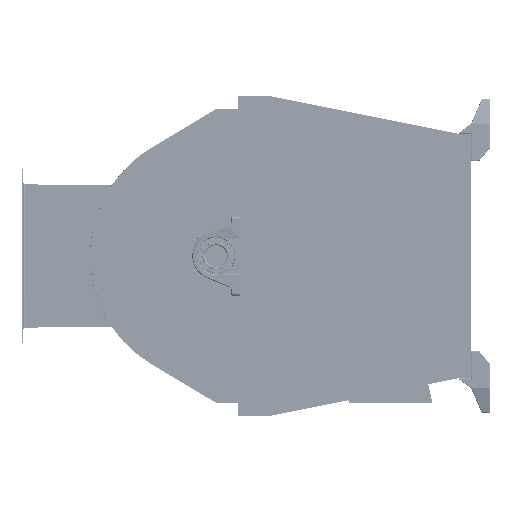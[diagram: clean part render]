
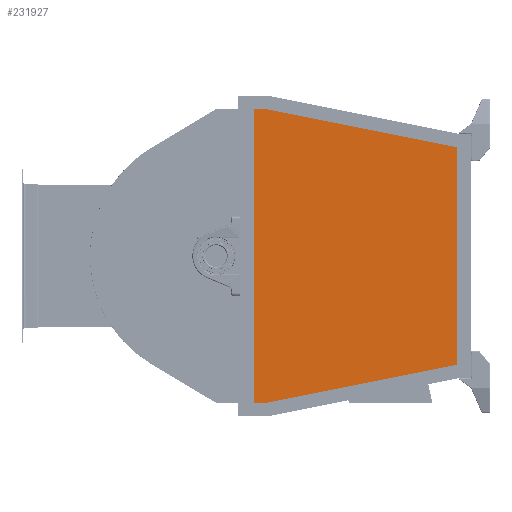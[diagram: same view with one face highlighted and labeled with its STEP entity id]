
A CAD part, left-side view. The second image highlights one B-rep face of the part: STEP entity #231927.
In plain terms, the highlighted free-form (B-spline) face has degree [1, 1] with [2, 2] control points.
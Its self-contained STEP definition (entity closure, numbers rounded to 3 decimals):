
#231154 = VERTEX_POINT('',#231155);
#231155 = CARTESIAN_POINT('',(-1354.103,601.748,
    -997.84));
#231168 = VERTEX_POINT('',#231169);
#231169 = CARTESIAN_POINT('',(-1354.103,473.023,
    -997.84));
#231174 = EDGE_CURVE('',#231154,#231168,#231175,.T.);
#231175 = B_SPLINE_CURVE_WITH_KNOTS('',1,(#231176,#231177),
  .UNSPECIFIED.,.F.,.F.,(2,2),(0.,100.),.PIECEWISE_BEZIER_KNOTS.);
#231176 = CARTESIAN_POINT('',(-1354.103,601.748,
    -997.84));
#231177 = CARTESIAN_POINT('',(-1354.103,473.023,
    -997.84));
#231277 = VERTEX_POINT('',#231278);
#231278 = CARTESIAN_POINT('',(-1354.103,-428.047,
    -817.626));
#231283 = EDGE_CURVE('',#231168,#231277,#231284,.T.);
#231284 = B_SPLINE_CURVE_WITH_KNOTS('',1,(#231285,#231286),
  .UNSPECIFIED.,.F.,.F.,(2,2),(0.,713.863),
  .PIECEWISE_BEZIER_KNOTS.);
#231285 = CARTESIAN_POINT('',(-1354.103,473.023,
    -997.84));
#231286 = CARTESIAN_POINT('',(-1354.103,-428.047,
    -817.626));
#231825 = VERTEX_POINT('',#231826);
#231826 = CARTESIAN_POINT('',(-1354.103,601.748,
    392.383));
#231831 = EDGE_CURVE('',#231832,#231825,#231834,.T.);
#231832 = VERTEX_POINT('',#231833);
#231833 = CARTESIAN_POINT('',(-1354.103,473.023,
    392.383));
#231834 = B_SPLINE_CURVE_WITH_KNOTS('',1,(#231835,#231836),
  .UNSPECIFIED.,.F.,.F.,(2,2),(0.,100.),.PIECEWISE_BEZIER_KNOTS.);
#231835 = CARTESIAN_POINT('',(-1354.103,473.023,
    392.383));
#231836 = CARTESIAN_POINT('',(-1354.103,601.748,
    392.383));
#231859 = EDGE_CURVE('',#231860,#231832,#231862,.T.);
#231860 = VERTEX_POINT('',#231861);
#231861 = CARTESIAN_POINT('',(-1354.103,-428.047,
    212.169));
#231862 = B_SPLINE_CURVE_WITH_KNOTS('',1,(#231863,#231864),
  .UNSPECIFIED.,.F.,.F.,(2,2),(0.,713.863),
  .PIECEWISE_BEZIER_KNOTS.);
#231863 = CARTESIAN_POINT('',(-1354.103,-428.047,
    212.169));
#231864 = CARTESIAN_POINT('',(-1354.103,473.023,
    392.383));
#231885 = EDGE_CURVE('',#231277,#231860,#231886,.T.);
#231886 = B_SPLINE_CURVE_WITH_KNOTS('',1,(#231887,#231888),
  .UNSPECIFIED.,.F.,.F.,(2,2),(0.,800.),.PIECEWISE_BEZIER_KNOTS.);
#231887 = CARTESIAN_POINT('',(-1354.103,-428.047,
    -817.626));
#231888 = CARTESIAN_POINT('',(-1354.103,-428.047,
    212.169));
#231905 = EDGE_CURVE('',#231825,#231154,#231906,.T.);
#231906 = B_SPLINE_CURVE_WITH_KNOTS('',1,(#231907,#231908),
  .UNSPECIFIED.,.F.,.F.,(2,2),(0.,1080.),.PIECEWISE_BEZIER_KNOTS.);
#231907 = CARTESIAN_POINT('',(-1354.103,601.748,
    392.383));
#231908 = CARTESIAN_POINT('',(-1354.103,601.748,
    -997.84));
#231927 = ADVANCED_FACE('',(#231928),#231936,.T.);
#231928 = FACE_BOUND('',#231929,.T.);
#231929 = EDGE_LOOP('',(#231930,#231931,#231932,#231933,#231934,#231935)
  );
#231930 = ORIENTED_EDGE('',*,*,#231905,.T.);
#231931 = ORIENTED_EDGE('',*,*,#231174,.T.);
#231932 = ORIENTED_EDGE('',*,*,#231283,.T.);
#231933 = ORIENTED_EDGE('',*,*,#231885,.T.);
#231934 = ORIENTED_EDGE('',*,*,#231859,.T.);
#231935 = ORIENTED_EDGE('',*,*,#231831,.T.);
#231936 = B_SPLINE_SURFACE_WITH_KNOTS('',1,1,(
    (#231937,#231938)
    ,(#231939,#231940
    )),.UNSPECIFIED.,.F.,.F.,.F.,(2,2),(2,2),(-368.466,
    431.534),(-540.,540.),.PIECEWISE_BEZIER_KNOTS.);
#231937 = CARTESIAN_POINT('',(-1354.103,601.748,
    -997.84));
#231938 = CARTESIAN_POINT('',(-1354.103,601.748,
    392.383));
#231939 = CARTESIAN_POINT('',(-1354.103,-428.047,
    -997.84));
#231940 = CARTESIAN_POINT('',(-1354.103,-428.047,
    392.383));
